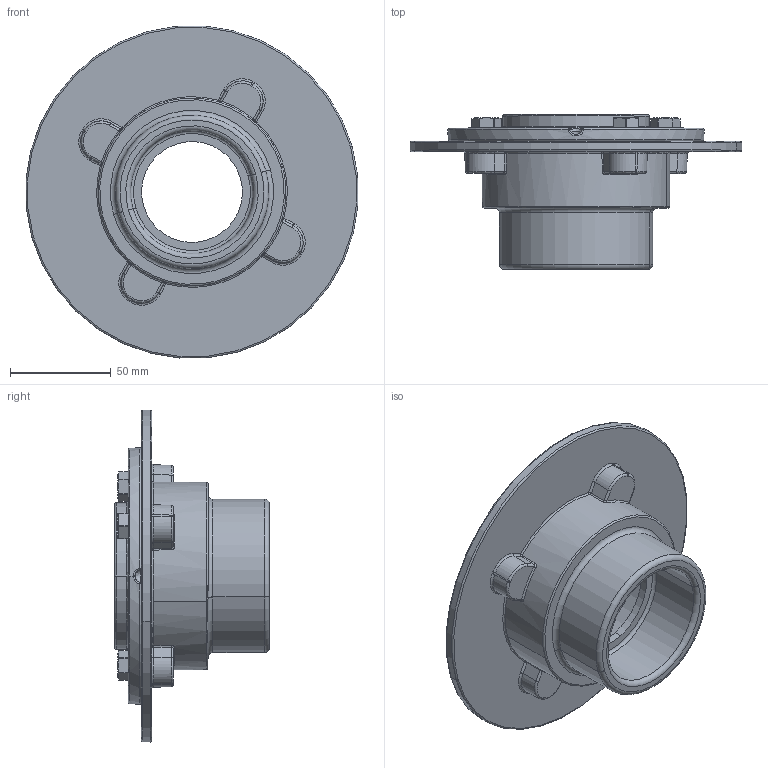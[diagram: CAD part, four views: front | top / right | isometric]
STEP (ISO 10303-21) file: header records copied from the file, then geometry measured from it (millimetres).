
FILE_DESCRIPTION((''),'2;1');
FILE_NAME('278P-01_ASM','2014-08-22T',('rsmith'),(''),'PRO/ENGINEER BY PARAMETRIC TECHNOLOGY CORPORATION, 2013150','PRO/ENGINEER BY PARAMETRIC TECHNOLOGY CORPORATION, 2013150','');
FILE_SCHEMA(('CONFIG_CONTROL_DESIGN'));
Length unit declared in the file: inch
Products named in the file (4): 92515; 91596; 92521; 278P-01_ASM
Assembly tree (6 placements, depth 2):
  278P-01_ASM
    92515
    91596
    92521  x4
Bounding box: 164.66 x 76.84 x 164.66 mm (x, y, z)
Volume: 264267.8 mm3; surface area: 104447.8 mm2
Topology: 6 solids, 6 shells, 956 faces, 2180 edges, 1242 vertices
Faces by surface type: cylinder 438, cone 244, bspline 104, plane 86, torus 60, sphere 24
Entity records: 29866 total; most frequent: CARTESIAN_POINT 17794, ORIENTED_EDGE 2662, DIRECTION 2270, EDGE_CURVE 1331, AXIS2_PLACEMENT_3D 915, VERTEX_POINT 780, EDGE_LOOP 583, FACE_OUTER_BOUND 560
